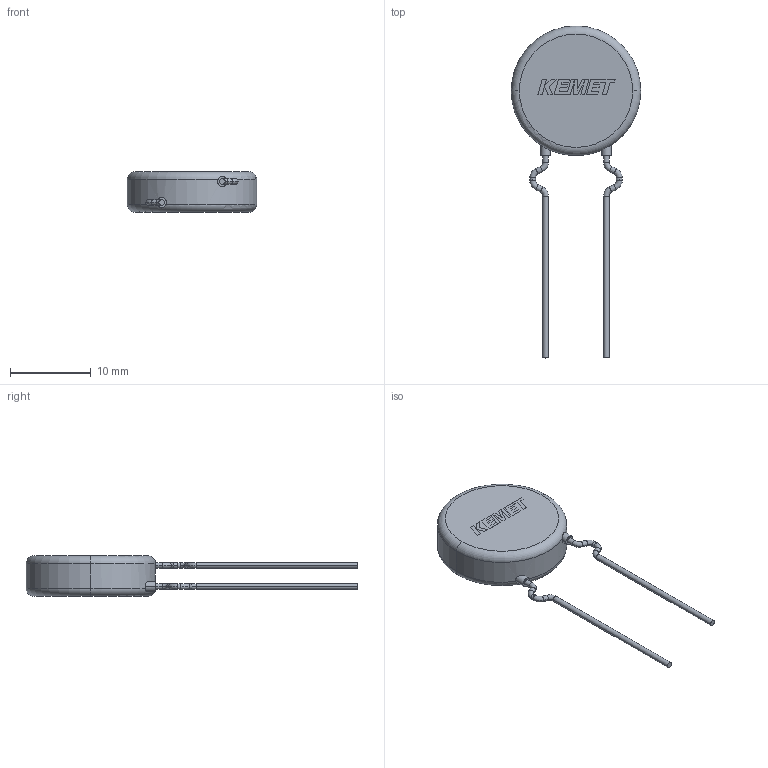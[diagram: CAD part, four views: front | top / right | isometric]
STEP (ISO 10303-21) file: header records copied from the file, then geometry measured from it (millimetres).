
FILE_DESCRIPTION (( 'STEP AP214' ), '1' );
FILE_NAME ('CCD_KCO_16X5_D16T5S7.5LL20F0.7V2.1.STEP', '2024-05-10T14:47:10', ( '' ), ( '' ), 'SwSTEP 2.0', 'SolidWorks 2021', '' );
FILE_SCHEMA (( 'AUTOMOTIVE_DESIGN' ));
Length unit declared in the file: millimetre
Products named in the file (1): CCD_KCO_16X5_D16T5S7.5LL20F0.7V2.1
Bounding box: 16 x 41 x 5 mm (x, y, z)
Volume: 1007 mm3; surface area: 754.1 mm2
Topology: 4 solids, 4 shells, 109 faces, 269 edges, 170 vertices
Faces by surface type: plane 63, cylinder 26, torus 20
Entity records: 4093 total; most frequent: CARTESIAN_POINT 615, DIRECTION 563, ORIENTED_EDGE 538, EDGE_CURVE 269, AXIS2_PLACEMENT_3D 192, LINE 179, VECTOR 179, VERTEX_POINT 170
